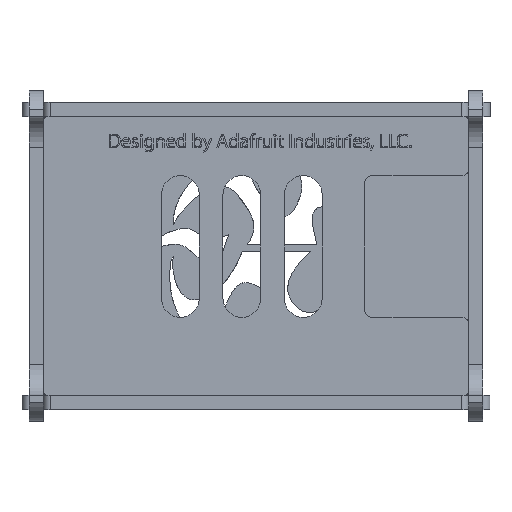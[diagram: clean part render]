
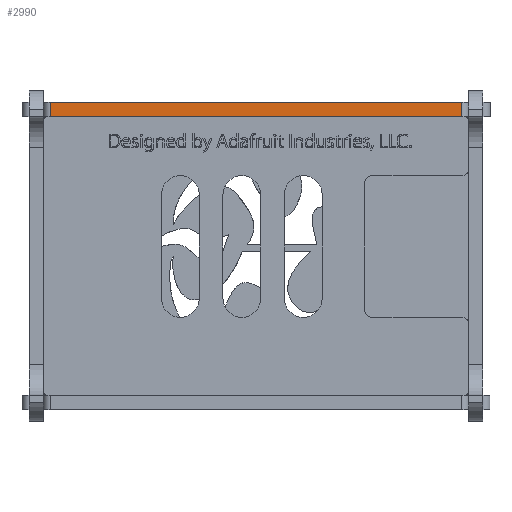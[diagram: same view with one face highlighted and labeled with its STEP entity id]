
A CAD part, front view. The second image highlights one B-rep face of the part: STEP entity #2990.
In plain terms, the highlighted face is planar.
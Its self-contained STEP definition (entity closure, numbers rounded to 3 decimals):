
#2990 = ADVANCED_FACE ( 'NONE', ( #41940 ), #45920, .F. ) ;
#6451 = CARTESIAN_POINT ( 'NONE',  ( 43.499, 0., -15. ) ) ;
#6497 = DIRECTION ( 'NONE',  ( -1., 0., 0. ) ) ;
#6975 = CARTESIAN_POINT ( 'NONE',  ( -43.501, 3., -15. ) ) ;
#7001 = DIRECTION ( 'NONE',  ( 0., -1., 0. ) ) ;
#9022 = VERTEX_POINT ( 'NONE', #29126 ) ;
#9023 = VERTEX_POINT ( 'NONE', #28534 ) ;
#13707 = CARTESIAN_POINT ( 'NONE',  ( 43.499, 3., -15. ) ) ;
#13711 = CARTESIAN_POINT ( 'NONE',  ( -43.501, 3., -15. ) ) ;
#15038 = LINE ( 'NONE', #44142, #15045 ) ;
#15045 = VECTOR ( 'NONE', #44143, 1000. ) ;
#15156 = LINE ( 'NONE', #44340, #15157 ) ;
#15157 = VECTOR ( 'NONE', #44341, 1000. ) ;
#18823 = VERTEX_POINT ( 'NONE', #13707 ) ;
#18825 = VERTEX_POINT ( 'NONE', #13711 ) ;
#24338 = LINE ( 'NONE', #6451, #24340 ) ;
#24340 = VECTOR ( 'NONE', #6497, 1000. ) ;
#24396 = LINE ( 'NONE', #6975, #24427 ) ;
#24427 = VECTOR ( 'NONE', #7001, 1000. ) ;
#28196 = ORIENTED_EDGE ( 'NONE', *, *, #37893, .T. ) ;
#28197 = ORIENTED_EDGE ( 'NONE', *, *, #37968, .F. ) ;
#28198 = ORIENTED_EDGE ( 'NONE', *, *, #41150, .F. ) ;
#28199 = ORIENTED_EDGE ( 'NONE', *, *, #41080, .T. ) ;
#28534 = CARTESIAN_POINT ( 'NONE',  ( 43.499, 0., -15. ) ) ;
#29126 = CARTESIAN_POINT ( 'NONE',  ( -43.501, 0., -15. ) ) ;
#35661 = AXIS2_PLACEMENT_3D ( 'NONE', #45921, #45926, #45927 ) ;
#37893 = EDGE_CURVE ( 'NONE', #9023, #9022, #24338, .T. ) ;
#37968 = EDGE_CURVE ( 'NONE', #18825, #9022, #24396, .T. ) ;
#41080 = EDGE_CURVE ( 'NONE', #18823, #9023, #15038, .T. ) ;
#41150 = EDGE_CURVE ( 'NONE', #18823, #18825, #15156, .T. ) ;
#41940 = FACE_OUTER_BOUND ( 'NONE', #47426, .T. ) ;
#44142 = CARTESIAN_POINT ( 'NONE',  ( 43.499, 3., -15. ) ) ;
#44143 = DIRECTION ( 'NONE',  ( 0., -1., 0. ) ) ;
#44340 = CARTESIAN_POINT ( 'NONE',  ( 43.499, 3., -15. ) ) ;
#44341 = DIRECTION ( 'NONE',  ( -1., 0., 0. ) ) ;
#45920 = PLANE ( 'NONE',  #35661 ) ;
#45921 = CARTESIAN_POINT ( 'NONE',  ( 43.499, 3., -15. ) ) ;
#45926 = DIRECTION ( 'NONE',  ( 0., 0., 1. ) ) ;
#45927 = DIRECTION ( 'NONE',  ( 1., 0., 0. ) ) ;
#47426 = EDGE_LOOP ( 'NONE', ( #28196, #28197, #28198, #28199 ) ) ;
